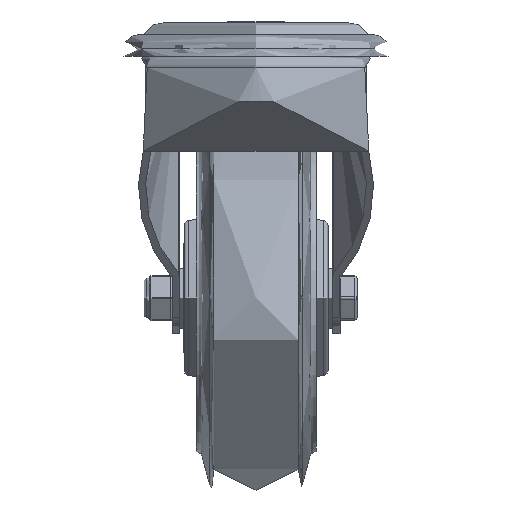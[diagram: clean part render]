
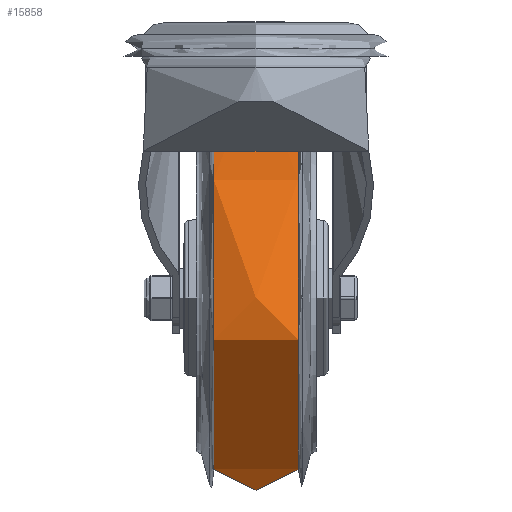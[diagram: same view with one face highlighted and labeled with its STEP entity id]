
A CAD part, left-side view. The second image highlights one B-rep face of the part: STEP entity #15858.
In plain terms, the highlighted free-form (B-spline) face has degree [2, 2] with [3, 9] control points.
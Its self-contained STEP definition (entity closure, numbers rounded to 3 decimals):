
#472=(
BOUNDED_SURFACE()
B_SPLINE_SURFACE(2,2,((#25367,#25368,#25369,#25370,#25371,#25372,#25373,
#25374,#25375),(#25376,#25377,#25378,#25379,#25380,#25381,#25382,#25383,
#25384),(#25385,#25386,#25387,#25388,#25389,#25390,#25391,#25392,#25393)),
 .UNSPECIFIED.,.F.,.T.,.F.)
B_SPLINE_SURFACE_WITH_KNOTS((3,3),(3,2,2,2,3),(-0.097,0.097),
(-3.142,-1.571,0.,1.571,3.142),
 .UNSPECIFIED.)
GEOMETRIC_REPRESENTATION_ITEM()
RATIONAL_B_SPLINE_SURFACE(((1.,0.707,1.,0.707,1.,
0.707,1.,0.707,1.),(0.995,0.704,
0.995,0.704,0.995,0.704,0.995,
0.704,0.995),(1.,0.707,1.,0.707,
1.,0.707,1.,0.707,1.)))
REPRESENTATION_ITEM('')
SURFACE()
);
#2185=FACE_OUTER_BOUND('',#3161,.T.);
#3161=EDGE_LOOP('',(#12445,#12446,#12447,#12448));
#6375=CIRCLE('',#17334,79.141);
#6376=CIRCLE('',#17335,181.);
#6377=CIRCLE('',#17336,79.141);
#7312=VERTEX_POINT('',#25364);
#7313=VERTEX_POINT('',#25394);
#9180=EDGE_CURVE('',#7312,#7312,#6375,.T.);
#9181=EDGE_CURVE('',#7312,#7313,#6376,.T.);
#9182=EDGE_CURVE('',#7313,#7313,#6377,.T.);
#12445=ORIENTED_EDGE('',*,*,#9180,.F.);
#12446=ORIENTED_EDGE('',*,*,#9181,.T.);
#12447=ORIENTED_EDGE('',*,*,#9182,.T.);
#12448=ORIENTED_EDGE('',*,*,#9181,.F.);
#15858=ADVANCED_FACE('',(#2185),#472,.F.);
#17334=AXIS2_PLACEMENT_3D('',#25366,#19953,#19954);
#17335=AXIS2_PLACEMENT_3D('',#25395,#19955,#19956);
#17336=AXIS2_PLACEMENT_3D('',#25396,#19957,#19958);
#19953=DIRECTION('center_axis',(0.,-1.,0.));
#19954=DIRECTION('ref_axis',(0.,0.,
1.));
#19955=DIRECTION('center_axis',(-1.,0.,0.));
#19956=DIRECTION('ref_axis',(0.,0.,1.));
#19957=DIRECTION('center_axis',(0.,-1.,0.));
#19958=DIRECTION('ref_axis',(0.,0.,
1.));
#25364=CARTESIAN_POINT('',(0.,-17.618,79.141));
#25366=CARTESIAN_POINT('Origin',(0.,-17.618,
0.));
#25367=CARTESIAN_POINT('Ctrl Pts',(0.,17.618,
79.141));
#25368=CARTESIAN_POINT('Ctrl Pts',(-79.141,17.618,79.141));
#25369=CARTESIAN_POINT('Ctrl Pts',(-79.141,17.618,0.));
#25370=CARTESIAN_POINT('Ctrl Pts',(-79.141,17.618,-79.141));
#25371=CARTESIAN_POINT('Ctrl Pts',(0.,17.618,
-79.141));
#25372=CARTESIAN_POINT('Ctrl Pts',(79.141,17.618,-79.141));
#25373=CARTESIAN_POINT('Ctrl Pts',(79.141,17.618,0.));
#25374=CARTESIAN_POINT('Ctrl Pts',(79.141,17.618,79.141));
#25375=CARTESIAN_POINT('Ctrl Pts',(0.,17.618,
79.141));
#25376=CARTESIAN_POINT('Ctrl Pts',(0.,0.,
80.864));
#25377=CARTESIAN_POINT('Ctrl Pts',(-80.864,0.,
80.864));
#25378=CARTESIAN_POINT('Ctrl Pts',(-80.864,0.,
0.));
#25379=CARTESIAN_POINT('Ctrl Pts',(-80.864,0.,
-80.864));
#25380=CARTESIAN_POINT('Ctrl Pts',(0.,0.,
-80.864));
#25381=CARTESIAN_POINT('Ctrl Pts',(80.864,0.,
-80.864));
#25382=CARTESIAN_POINT('Ctrl Pts',(80.864,0.,
0.));
#25383=CARTESIAN_POINT('Ctrl Pts',(80.864,0.,
80.864));
#25384=CARTESIAN_POINT('Ctrl Pts',(0.,0.,
80.864));
#25385=CARTESIAN_POINT('Ctrl Pts',(0.,-17.618,
79.141));
#25386=CARTESIAN_POINT('Ctrl Pts',(-79.141,-17.618,
79.141));
#25387=CARTESIAN_POINT('Ctrl Pts',(-79.141,-17.618,
0.));
#25388=CARTESIAN_POINT('Ctrl Pts',(-79.141,-17.618,
-79.141));
#25389=CARTESIAN_POINT('Ctrl Pts',(0.,-17.618,
-79.141));
#25390=CARTESIAN_POINT('Ctrl Pts',(79.141,-17.618,-79.141));
#25391=CARTESIAN_POINT('Ctrl Pts',(79.141,-17.618,0.));
#25392=CARTESIAN_POINT('Ctrl Pts',(79.141,-17.618,79.141));
#25393=CARTESIAN_POINT('Ctrl Pts',(0.,-17.618,
79.141));
#25394=CARTESIAN_POINT('',(0.,17.618,79.141));
#25395=CARTESIAN_POINT('Origin',(0.,0.,
-101.));
#25396=CARTESIAN_POINT('Origin',(0.,17.618,0.));
